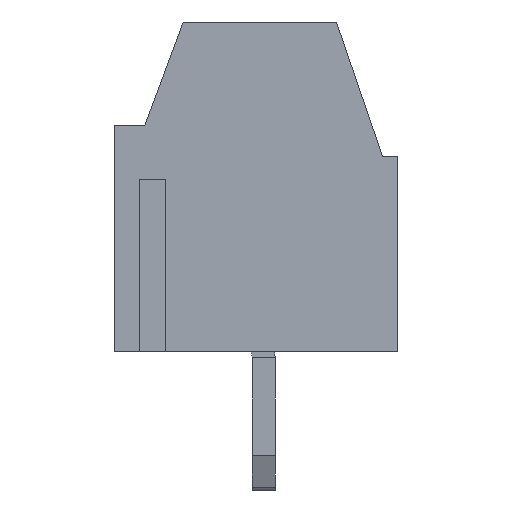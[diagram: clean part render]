
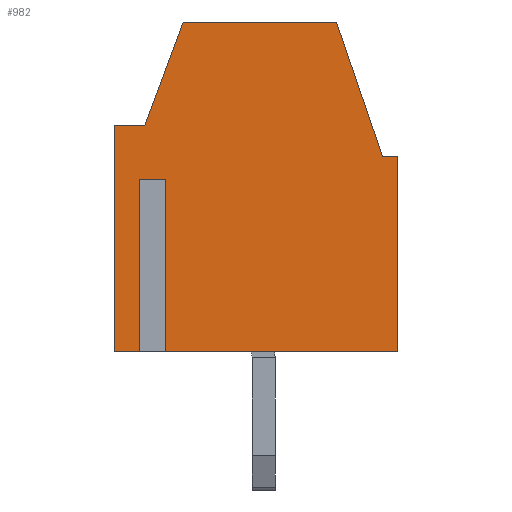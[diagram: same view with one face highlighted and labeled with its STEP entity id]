
A CAD part, left-side view. The second image highlights one B-rep face of the part: STEP entity #982.
In plain terms, the highlighted planar face has unit normal (-1, 0, 0).
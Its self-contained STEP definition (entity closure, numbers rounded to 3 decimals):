
#982=ADVANCED_FACE('',(#3639),#3641,.T.);
#3639=FACE_BOUND('',#3640,.T.);
#3640=EDGE_LOOP('',(#5725,#5726,#5727,#5728,#5729,#5730,#5731,#5732,#5733,#5734,
#5735,#5736));
#3641=PLANE('',#3642);
#3642=AXIS2_PLACEMENT_3D('',#3643,#3644,#3645);
#3643=CARTESIAN_POINT('',(-1.75,0.,0.));
#3644=DIRECTION('',(-1.,0.,0.));
#3645=DIRECTION('',(0.,0.,-1.));
#5725=ORIENTED_EDGE('',*,*,#7184,.F.);
#5726=ORIENTED_EDGE('',*,*,#7185,.F.);
#5727=ORIENTED_EDGE('',*,*,#7186,.F.);
#5728=ORIENTED_EDGE('',*,*,#7187,.T.);
#5729=ORIENTED_EDGE('',*,*,#7188,.T.);
#5730=ORIENTED_EDGE('',*,*,#7189,.T.);
#5731=ORIENTED_EDGE('',*,*,#7190,.T.);
#5732=ORIENTED_EDGE('',*,*,#7061,.T.);
#5733=ORIENTED_EDGE('',*,*,#7174,.T.);
#5734=ORIENTED_EDGE('',*,*,#7191,.T.);
#5735=ORIENTED_EDGE('',*,*,#7192,.T.);
#5736=ORIENTED_EDGE('',*,*,#7193,.T.);
#7061=EDGE_CURVE('',#7866,#7864,#7867,.T.);
#7174=EDGE_CURVE('',#7864,#8069,#8071,.T.);
#7184=EDGE_CURVE('',#8089,#8090,#8091,.T.);
#7185=EDGE_CURVE('',#8092,#8089,#8093,.F.);
#7186=EDGE_CURVE('',#8094,#8092,#8095,.T.);
#7187=EDGE_CURVE('',#8094,#8096,#8097,.T.);
#7188=EDGE_CURVE('',#8096,#8098,#8099,.T.);
#7189=EDGE_CURVE('',#8098,#8100,#8101,.T.);
#7190=EDGE_CURVE('',#8100,#7866,#8102,.T.);
#7191=EDGE_CURVE('',#8069,#8103,#8104,.T.);
#7192=EDGE_CURVE('',#8103,#8105,#8106,.T.);
#7193=EDGE_CURVE('',#8105,#8090,#8107,.T.);
#7864=VERTEX_POINT('',#9160);
#7866=VERTEX_POINT('',#9164);
#7867=LINE('',#9165,#9166);
#8069=VERTEX_POINT('',#9607);
#8071=LINE('',#9611,#9612);
#8089=VERTEX_POINT('',#9649);
#8090=VERTEX_POINT('',#9650);
#8091=LINE('',#9651,#9652);
#8092=VERTEX_POINT('',#9654);
#8093=LINE('',#9655,#9656);
#8094=VERTEX_POINT('',#9658);
#8095=LINE('',#9659,#9660);
#8096=VERTEX_POINT('',#9662);
#8097=LINE('',#9663,#9664);
#8098=VERTEX_POINT('',#9666);
#8099=LINE('',#9667,#9668);
#8100=VERTEX_POINT('',#9670);
#8101=LINE('',#9671,#9672);
#8102=LINE('',#9674,#9675);
#8103=VERTEX_POINT('',#9677);
#8104=LINE('',#9678,#9679);
#8105=VERTEX_POINT('',#9681);
#8106=LINE('',#9682,#9683);
#8107=LINE('',#9685,#9686);
#9160=CARTESIAN_POINT('',(-1.75,2.1,8.6));
#9164=CARTESIAN_POINT('',(-1.75,-1.9,8.6));
#9165=CARTESIAN_POINT('',(-1.75,-1.9,8.6));
#9166=VECTOR('',#9167,1.);
#9167=DIRECTION('',(0.,1.,0.));
#9607=CARTESIAN_POINT('',(-1.75,3.1,5.9));
#9611=CARTESIAN_POINT('',(-1.75,2.1,8.6));
#9612=VECTOR('',#9613,1.);
#9613=DIRECTION('',(0.,0.347,-0.938));
#9649=CARTESIAN_POINT('',(-1.75,3.15,4.5));
#9650=CARTESIAN_POINT('',(-1.75,3.15,0.));
#9651=CARTESIAN_POINT('',(-1.75,3.15,4.5));
#9652=VECTOR('',#9653,1.);
#9653=DIRECTION('',(0.,0.,-1.));
#9654=CARTESIAN_POINT('',(-1.75,2.65,4.5));
#9655=CARTESIAN_POINT('',(-1.75,3.15,4.5));
#9656=VECTOR('',#9657,1.);
#9657=DIRECTION('',(0.,-1.,0.));
#9658=CARTESIAN_POINT('',(-1.75,2.65,0.));
#9659=CARTESIAN_POINT('',(-1.75,2.65,0.));
#9660=VECTOR('',#9661,1.);
#9661=DIRECTION('',(0.,0.,1.));
#9662=CARTESIAN_POINT('',(-1.75,-3.5,0.));
#9663=CARTESIAN_POINT('',(-1.75,2.65,0.));
#9664=VECTOR('',#9665,1.);
#9665=DIRECTION('',(0.,-1.,0.));
#9666=CARTESIAN_POINT('',(-1.75,-3.5,5.1));
#9667=CARTESIAN_POINT('',(-1.75,-3.5,0.));
#9668=VECTOR('',#9669,1.);
#9669=DIRECTION('',(0.,0.,1.));
#9670=CARTESIAN_POINT('',(-1.75,-3.1,5.1));
#9671=CARTESIAN_POINT('',(-1.75,-3.5,5.1));
#9672=VECTOR('',#9673,1.);
#9673=DIRECTION('',(0.,1.,0.));
#9674=CARTESIAN_POINT('',(-1.75,-3.1,5.1));
#9675=VECTOR('',#9676,1.);
#9676=DIRECTION('',(0.,0.324,0.946));
#9677=CARTESIAN_POINT('',(-1.75,3.9,5.9));
#9678=CARTESIAN_POINT('',(-1.75,3.1,5.9));
#9679=VECTOR('',#9680,1.);
#9680=DIRECTION('',(0.,1.,0.));
#9681=CARTESIAN_POINT('',(-1.75,3.9,0.));
#9682=CARTESIAN_POINT('',(-1.75,3.9,5.9));
#9683=VECTOR('',#9684,1.);
#9684=DIRECTION('',(0.,0.,-1.));
#9685=CARTESIAN_POINT('',(-1.75,3.9,0.));
#9686=VECTOR('',#9687,1.);
#9687=DIRECTION('',(0.,-1.,0.));
